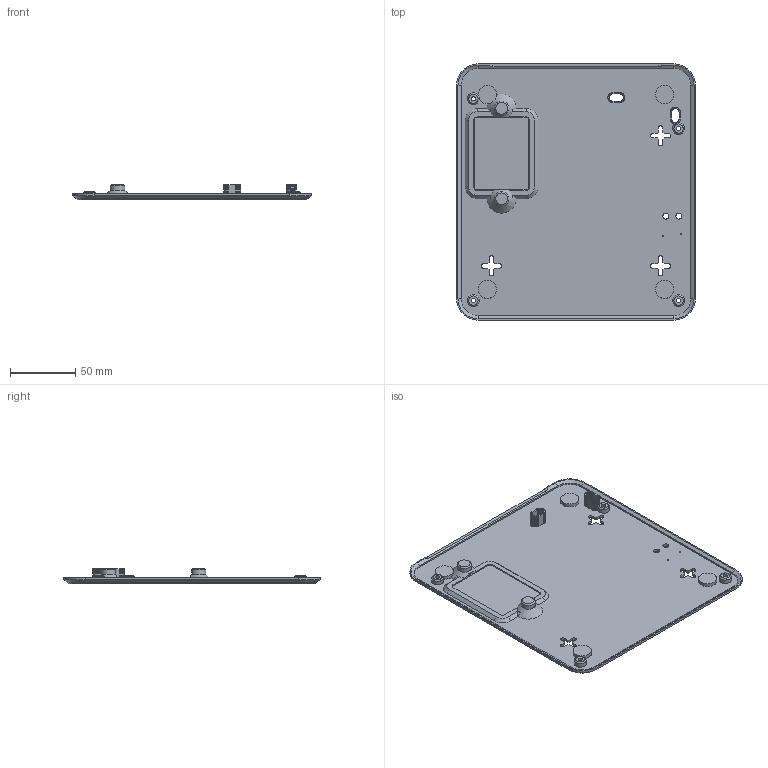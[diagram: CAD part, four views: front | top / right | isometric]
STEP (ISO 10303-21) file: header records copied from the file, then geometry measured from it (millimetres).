
FILE_DESCRIPTION(/* description */ (''),/* implementation_level */ '2;1');
FILE_NAME(/* name */ 'XM and XM-PRO v1.2 - PLASTIC - BOTTOM ENCLOSURE support and MicroSD Plate (FDM, 45 screws).step',/* time_stamp */ '2023-04-11T04:26:54+02:00',/* author */ (''),/* organization */ (''),/* preprocessor_version */ 'ST-DEVELOPER v19.2',/* originating_system */ 'Autodesk Translation Framework v12.4.0.73',/* authorisation */ '');
FILE_SCHEMA (('AUTOMOTIVE_DESIGN { 1 0 10303 214 3 1 1 }'));
Length unit declared in the file: millimetre
Products named in the file (1): XM and XM-PRO v1.2 - PLASTIC - BOTTOM ENCLOSURE support and MicroSD P
late (FDM, 45º screws)
Bounding box: 183.33 x 196.83 x 12 mm (x, y, z)
Volume: 82739.6 mm3; surface area: 80454 mm2
Topology: 1 solids, 1 shells, 585 faces, 1640 edges, 1072 vertices
Faces by surface type: plane 449, cylinder 94, cone 42
Full cylindrical faces by diameter (mm): 1 x2, 3.2 x6, 4 x2, 4.5 x2, 6.5 x6, 9 x3, 11 x2, 12 x4, 14 x3
Entity records: 18664 total; most frequent: CARTESIAN_POINT 3319, ORIENTED_EDGE 3268, DIRECTION 3046, EDGE_CURVE 1634, LINE 1376, VECTOR 1376, VERTEX_POINT 1070, AXIS2_PLACEMENT_3D 835
